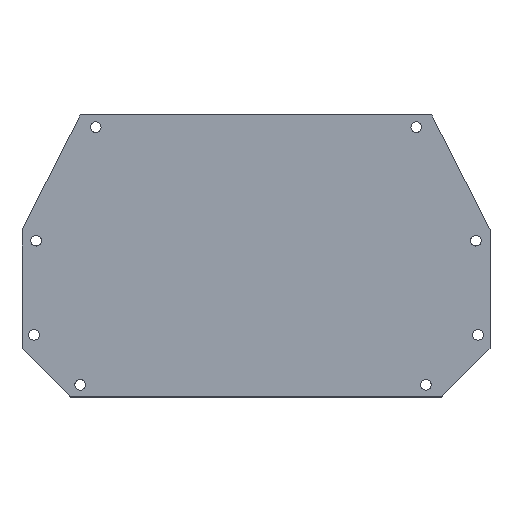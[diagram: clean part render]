
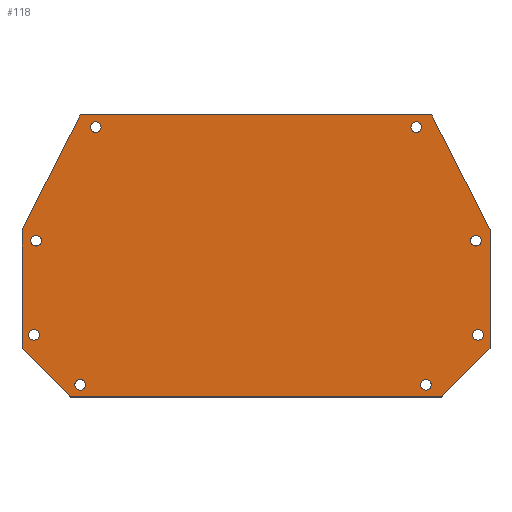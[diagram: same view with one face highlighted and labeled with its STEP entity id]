
A CAD part, top view. The second image highlights one B-rep face of the part: STEP entity #118.
In plain terms, the highlighted planar face has unit normal (0, 0, 1).
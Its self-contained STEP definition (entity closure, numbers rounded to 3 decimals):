
#118=ADVANCED_FACE('',(#614,#616,#618,#620,#622,#624,#626,#628,#630),#632,.T.);
#614=FACE_BOUND('',#615,.T.);
#615=EDGE_LOOP('',(#1045,#1046,#1047,#1048,#1049,#1050,#1051,#1052));
#616=FACE_BOUND('',#617,.T.);
#617=EDGE_LOOP('',(#1053));
#618=FACE_BOUND('',#619,.T.);
#619=EDGE_LOOP('',(#1054));
#620=FACE_BOUND('',#621,.T.);
#621=EDGE_LOOP('',(#1055));
#622=FACE_BOUND('',#623,.T.);
#623=EDGE_LOOP('',(#1056));
#624=FACE_BOUND('',#625,.T.);
#625=EDGE_LOOP('',(#1057));
#626=FACE_BOUND('',#627,.T.);
#627=EDGE_LOOP('',(#1058));
#628=FACE_BOUND('',#629,.T.);
#629=EDGE_LOOP('',(#1059));
#630=FACE_BOUND('',#631,.T.);
#631=EDGE_LOOP('',(#1060));
#632=PLANE('',#633);
#633=AXIS2_PLACEMENT_3D('',#634,#635,#636);
#634=CARTESIAN_POINT('',(0.,0.,4.));
#635=DIRECTION('',(0.,0.,1.));
#636=DIRECTION('',(-1.,0.,0.));
#1045=ORIENTED_EDGE('',*,*,#1091,.T.);
#1046=ORIENTED_EDGE('',*,*,#1088,.T.);
#1047=ORIENTED_EDGE('',*,*,#1085,.T.);
#1048=ORIENTED_EDGE('',*,*,#1082,.T.);
#1049=ORIENTED_EDGE('',*,*,#1079,.T.);
#1050=ORIENTED_EDGE('',*,*,#1100,.T.);
#1051=ORIENTED_EDGE('',*,*,#1097,.T.);
#1052=ORIENTED_EDGE('',*,*,#1094,.T.);
#1053=ORIENTED_EDGE('',*,*,#1253,.T.);
#1054=ORIENTED_EDGE('',*,*,#1254,.T.);
#1055=ORIENTED_EDGE('',*,*,#1255,.T.);
#1056=ORIENTED_EDGE('',*,*,#1256,.T.);
#1057=ORIENTED_EDGE('',*,*,#1257,.T.);
#1058=ORIENTED_EDGE('',*,*,#1258,.T.);
#1059=ORIENTED_EDGE('',*,*,#1259,.T.);
#1060=ORIENTED_EDGE('',*,*,#1260,.T.);
#1079=EDGE_CURVE('',#1266,#1264,#1267,.T.);
#1082=EDGE_CURVE('',#1271,#1266,#1272,.T.);
#1085=EDGE_CURVE('',#1276,#1271,#1277,.T.);
#1088=EDGE_CURVE('',#1281,#1276,#1282,.T.);
#1091=EDGE_CURVE('',#1286,#1281,#1287,.T.);
#1094=EDGE_CURVE('',#1291,#1286,#1292,.T.);
#1097=EDGE_CURVE('',#1296,#1291,#1297,.T.);
#1100=EDGE_CURVE('',#1264,#1296,#1300,.T.);
#1253=EDGE_CURVE('',#1557,#1557,#1558,.F.);
#1254=EDGE_CURVE('',#1559,#1559,#1560,.F.);
#1255=EDGE_CURVE('',#1561,#1561,#1562,.F.);
#1256=EDGE_CURVE('',#1563,#1563,#1564,.F.);
#1257=EDGE_CURVE('',#1565,#1565,#1566,.F.);
#1258=EDGE_CURVE('',#1567,#1567,#1568,.F.);
#1259=EDGE_CURVE('',#1569,#1569,#1570,.F.);
#1260=EDGE_CURVE('',#1571,#1571,#1572,.F.);
#1264=VERTEX_POINT('',#1578);
#1266=VERTEX_POINT('',#1582);
#1267=LINE('',#1583,#1584);
#1271=VERTEX_POINT('',#1593);
#1272=LINE('',#1594,#1595);
#1276=VERTEX_POINT('',#1604);
#1277=LINE('',#1605,#1606);
#1281=VERTEX_POINT('',#1615);
#1282=LINE('',#1616,#1617);
#1286=VERTEX_POINT('',#1626);
#1287=LINE('',#1627,#1628);
#1291=VERTEX_POINT('',#1637);
#1292=LINE('',#1638,#1639);
#1296=VERTEX_POINT('',#1648);
#1297=LINE('',#1649,#1650);
#1300=LINE('',#1658,#1659);
#1557=VERTEX_POINT('',#2229);
#1558=CIRCLE('',#2230,2.2);
#1559=VERTEX_POINT('',#2234);
#1560=CIRCLE('',#2235,2.2);
#1561=VERTEX_POINT('',#2239);
#1562=CIRCLE('',#2240,2.2);
#1563=VERTEX_POINT('',#2244);
#1564=CIRCLE('',#2245,2.2);
#1565=VERTEX_POINT('',#2249);
#1566=CIRCLE('',#2250,2.2);
#1567=VERTEX_POINT('',#2254);
#1568=CIRCLE('',#2255,2.2);
#1569=VERTEX_POINT('',#2259);
#1570=CIRCLE('',#2260,2.2);
#1571=VERTEX_POINT('',#2264);
#1572=CIRCLE('',#2265,2.2);
#1578=CARTESIAN_POINT('',(-130.,2.4,4.));
#1582=CARTESIAN_POINT('',(15.,2.4,4.));
#1583=CARTESIAN_POINT('',(15.,2.4,4.));
#1584=VECTOR('',#1585,1.);
#1585=DIRECTION('',(-1.,0.,0.));
#1593=CARTESIAN_POINT('',(39.,-45.,4.));
#1594=CARTESIAN_POINT('',(39.,-45.,4.));
#1595=VECTOR('',#1596,1.);
#1596=DIRECTION('',(-0.452,0.892,0.));
#1604=CARTESIAN_POINT('',(39.,-93.9,4.));
#1605=CARTESIAN_POINT('',(39.,-93.9,4.));
#1606=VECTOR('',#1607,1.);
#1607=DIRECTION('',(0.,1.,0.));
#1615=CARTESIAN_POINT('',(19.,-113.9,4.));
#1616=CARTESIAN_POINT('',(19.,-113.9,4.));
#1617=VECTOR('',#1618,1.);
#1618=DIRECTION('',(0.707,0.707,0.));
#1626=CARTESIAN_POINT('',(-134.,-113.9,4.));
#1627=CARTESIAN_POINT('',(-134.,-113.9,4.));
#1628=VECTOR('',#1629,1.);
#1629=DIRECTION('',(1.,0.,0.));
#1637=CARTESIAN_POINT('',(-154.,-93.9,4.));
#1638=CARTESIAN_POINT('',(-154.,-93.9,4.));
#1639=VECTOR('',#1640,1.);
#1640=DIRECTION('',(0.707,-0.707,0.));
#1648=CARTESIAN_POINT('',(-154.,-45.,4.));
#1649=CARTESIAN_POINT('',(-154.,-45.,4.));
#1650=VECTOR('',#1651,1.);
#1651=DIRECTION('',(0.,-1.,0.));
#1658=CARTESIAN_POINT('',(-130.,2.4,4.));
#1659=VECTOR('',#1660,1.);
#1660=DIRECTION('',(-0.452,-0.892,0.));
#2229=CARTESIAN_POINT('',(10.394,-108.9,4.));
#2230=AXIS2_PLACEMENT_3D('',#2231,#2232,#2233);
#2231=CARTESIAN_POINT('',(12.594,-108.9,4.));
#2232=DIRECTION('',(0.,0.,1.));
#2233=DIRECTION('',(-1.,0.,0.));
#2234=CARTESIAN_POINT('',(31.856,-88.311,4.));
#2235=AXIS2_PLACEMENT_3D('',#2236,#2237,#2238);
#2236=CARTESIAN_POINT('',(34.056,-88.311,4.));
#2237=DIRECTION('',(0.,0.,1.));
#2238=DIRECTION('',(-1.,0.,0.));
#2239=CARTESIAN_POINT('',(31.014,-49.449,4.));
#2240=AXIS2_PLACEMENT_3D('',#2241,#2242,#2243);
#2241=CARTESIAN_POINT('',(33.214,-49.449,4.));
#2242=DIRECTION('',(0.,0.,1.));
#2243=DIRECTION('',(-1.,0.,0.));
#2244=CARTESIAN_POINT('',(-125.794,-2.6,4.));
#2245=AXIS2_PLACEMENT_3D('',#2246,#2247,#2248);
#2246=CARTESIAN_POINT('',(-123.594,-2.6,4.));
#2247=DIRECTION('',(0.,0.,1.));
#2248=DIRECTION('',(-1.,0.,0.));
#2249=CARTESIAN_POINT('',(6.394,-2.6,4.));
#2250=AXIS2_PLACEMENT_3D('',#2251,#2252,#2253);
#2251=CARTESIAN_POINT('',(8.594,-2.6,4.));
#2252=DIRECTION('',(0.,0.,1.));
#2253=DIRECTION('',(-1.,0.,0.));
#2254=CARTESIAN_POINT('',(-132.2,-108.9,4.));
#2255=AXIS2_PLACEMENT_3D('',#2256,#2257,#2258);
#2256=CARTESIAN_POINT('',(-130.,-108.9,4.));
#2257=DIRECTION('',(0.,0.,1.));
#2258=DIRECTION('',(-1.,0.,0.));
#2259=CARTESIAN_POINT('',(-150.414,-49.449,4.));
#2260=AXIS2_PLACEMENT_3D('',#2261,#2262,#2263);
#2261=CARTESIAN_POINT('',(-148.214,-49.449,4.));
#2262=DIRECTION('',(0.,0.,1.));
#2263=DIRECTION('',(-1.,0.,0.));
#2264=CARTESIAN_POINT('',(-151.256,-88.311,4.));
#2265=AXIS2_PLACEMENT_3D('',#2266,#2267,#2268);
#2266=CARTESIAN_POINT('',(-149.056,-88.311,4.));
#2267=DIRECTION('',(0.,0.,1.));
#2268=DIRECTION('',(-1.,0.,0.));
